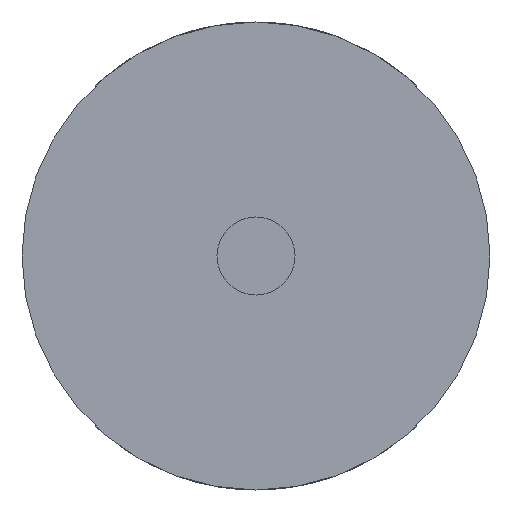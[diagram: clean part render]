
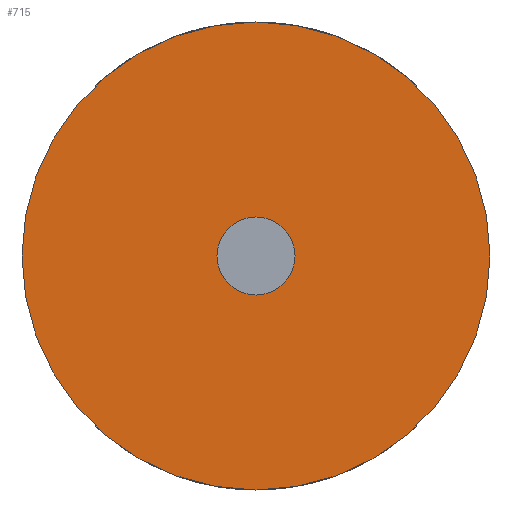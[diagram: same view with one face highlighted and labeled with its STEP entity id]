
A CAD part, front view. The second image highlights one B-rep face of the part: STEP entity #715.
In plain terms, the highlighted planar face has unit normal (0, -1, 0).
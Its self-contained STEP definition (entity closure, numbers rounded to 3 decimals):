
#16=FACE_BOUND('',#187,.T.);
#106=CIRCLE('',#797,2.5);
#107=CIRCLE('',#799,15.);
#146=FACE_OUTER_BOUND('',#186,.T.);
#186=EDGE_LOOP('',(#649));
#187=EDGE_LOOP('',(#650));
#334=VERTEX_POINT('',#2191);
#335=VERTEX_POINT('',#2195);
#440=EDGE_CURVE('',#334,#334,#106,.T.);
#441=EDGE_CURVE('',#335,#335,#107,.T.);
#649=ORIENTED_EDGE('',*,*,#441,.F.);
#650=ORIENTED_EDGE('',*,*,#440,.T.);
#677=PLANE('',#798);
#715=ADVANCED_FACE('',(#146,#16),#677,.T.);
#797=AXIS2_PLACEMENT_3D('',#2193,#953,#954);
#798=AXIS2_PLACEMENT_3D('',#2194,#955,#956);
#799=AXIS2_PLACEMENT_3D('',#2196,#957,#958);
#953=DIRECTION('center_axis',(0.,1.,0.));
#954=DIRECTION('ref_axis',(1.,0.,0.));
#955=DIRECTION('center_axis',(0.,-1.,0.));
#956=DIRECTION('ref_axis',(0.,0.,-1.));
#957=DIRECTION('center_axis',(0.,1.,0.));
#958=DIRECTION('ref_axis',(1.,0.,0.));
#2191=CARTESIAN_POINT('',(0.,0.005,-2.5));
#2193=CARTESIAN_POINT('Origin',(0.,0.005,0.));
#2194=CARTESIAN_POINT('Origin',(0.,0.005,15.));
#2195=CARTESIAN_POINT('',(0.,0.005,-15.));
#2196=CARTESIAN_POINT('Origin',(0.,0.005,0.));
